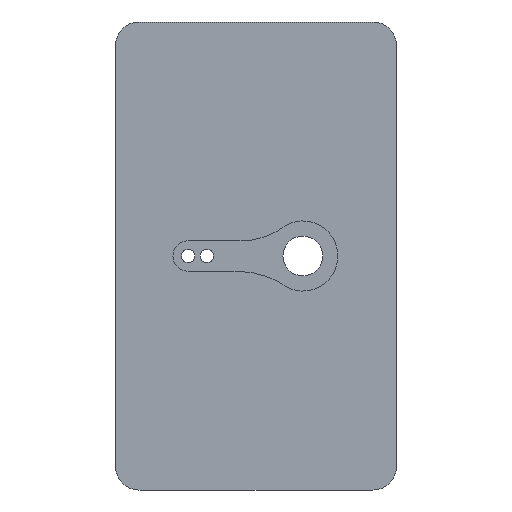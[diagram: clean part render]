
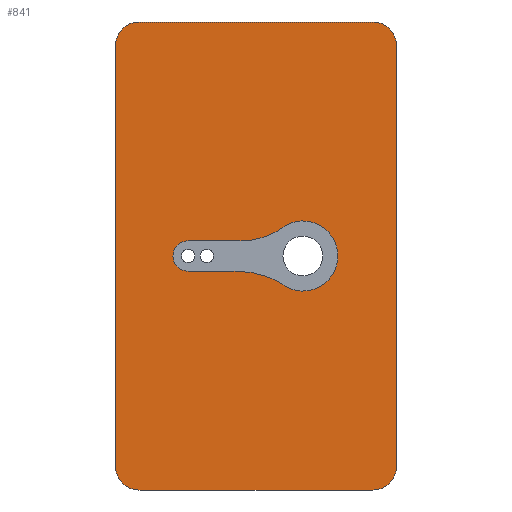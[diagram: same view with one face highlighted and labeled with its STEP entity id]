
A CAD part, front view. The second image highlights one B-rep face of the part: STEP entity #841.
In plain terms, the highlighted planar face has unit normal (0, -1, 0).
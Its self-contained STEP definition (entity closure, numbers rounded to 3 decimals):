
#42=FACE_BOUND('',#178,.T.);
#60=PLANE('',#948);
#109=FACE_OUTER_BOUND('',#177,.T.);
#177=EDGE_LOOP('',(#754,#755,#756,#757,#758,#759,#760,#761));
#178=EDGE_LOOP('',(#762,#763,#764,#765,#766,#767));
#200=LINE('',#1310,#261);
#222=LINE('',#1408,#283);
#229=LINE('',#1434,#290);
#235=LINE('',#1451,#296);
#237=LINE('',#1457,#298);
#239=LINE('',#1463,#300);
#261=VECTOR('',#1028,10.);
#283=VECTOR('',#1144,10.);
#290=VECTOR('',#1171,10.);
#296=VECTOR('',#1191,10.);
#298=VECTOR('',#1199,10.);
#300=VECTOR('',#1207,10.);
#319=CIRCLE('',#876,5.);
#340=CIRCLE('',#926,19.518);
#342=CIRCLE('',#929,7.5);
#344=CIRCLE('',#932,15.541);
#346=CIRCLE('',#936,3.25);
#348=CIRCLE('',#940,5.);
#349=CIRCLE('',#943,5.);
#350=CIRCLE('',#946,5.);
#381=VERTEX_POINT('',#1300);
#382=VERTEX_POINT('',#1302);
#384=VERTEX_POINT('',#1308);
#412=VERTEX_POINT('',#1406);
#413=VERTEX_POINT('',#1407);
#416=VERTEX_POINT('',#1415);
#418=VERTEX_POINT('',#1421);
#420=VERTEX_POINT('',#1427);
#422=VERTEX_POINT('',#1433);
#424=VERTEX_POINT('',#1443);
#425=VERTEX_POINT('',#1444);
#426=VERTEX_POINT('',#1449);
#427=VERTEX_POINT('',#1453);
#428=VERTEX_POINT('',#1459);
#467=EDGE_CURVE('',#381,#382,#319,.T.);
#471=EDGE_CURVE('',#384,#381,#200,.T.);
#513=EDGE_CURVE('',#412,#413,#222,.T.);
#517=EDGE_CURVE('',#416,#412,#340,.T.);
#520=EDGE_CURVE('',#418,#416,#342,.T.);
#523=EDGE_CURVE('',#420,#418,#344,.T.);
#526=EDGE_CURVE('',#422,#420,#229,.T.);
#529=EDGE_CURVE('',#413,#422,#346,.T.);
#531=EDGE_CURVE('',#424,#425,#348,.T.);
#535=EDGE_CURVE('',#426,#424,#235,.T.);
#537=EDGE_CURVE('',#427,#426,#349,.T.);
#538=EDGE_CURVE('',#382,#427,#237,.T.);
#539=EDGE_CURVE('',#428,#384,#350,.T.);
#541=EDGE_CURVE('',#425,#428,#239,.T.);
#754=ORIENTED_EDGE('',*,*,#541,.F.);
#755=ORIENTED_EDGE('',*,*,#531,.F.);
#756=ORIENTED_EDGE('',*,*,#535,.F.);
#757=ORIENTED_EDGE('',*,*,#537,.F.);
#758=ORIENTED_EDGE('',*,*,#538,.F.);
#759=ORIENTED_EDGE('',*,*,#467,.F.);
#760=ORIENTED_EDGE('',*,*,#471,.F.);
#761=ORIENTED_EDGE('',*,*,#539,.F.);
#762=ORIENTED_EDGE('',*,*,#513,.T.);
#763=ORIENTED_EDGE('',*,*,#529,.T.);
#764=ORIENTED_EDGE('',*,*,#526,.T.);
#765=ORIENTED_EDGE('',*,*,#523,.T.);
#766=ORIENTED_EDGE('',*,*,#520,.T.);
#767=ORIENTED_EDGE('',*,*,#517,.T.);
#841=ADVANCED_FACE('',(#109,#42),#60,.T.);
#876=AXIS2_PLACEMENT_3D('',#1303,#1021,#1022);
#926=AXIS2_PLACEMENT_3D('',#1416,#1150,#1151);
#929=AXIS2_PLACEMENT_3D('',#1422,#1157,#1158);
#932=AXIS2_PLACEMENT_3D('',#1428,#1164,#1165);
#936=AXIS2_PLACEMENT_3D('',#1439,#1176,#1177);
#940=AXIS2_PLACEMENT_3D('',#1445,#1184,#1185);
#943=AXIS2_PLACEMENT_3D('',#1455,#1195,#1196);
#946=AXIS2_PLACEMENT_3D('',#1460,#1202,#1203);
#948=AXIS2_PLACEMENT_3D('',#1464,#1208,#1209);
#1021=DIRECTION('center_axis',(0.,1.,0.));
#1022=DIRECTION('ref_axis',(1.,0.,0.));
#1028=DIRECTION('',(0.,0.,-1.));
#1144=DIRECTION('',(-1.,0.,0.));
#1150=DIRECTION('center_axis',(0.,-1.,0.));
#1151=DIRECTION('ref_axis',(0.475,0.,0.88));
#1157=DIRECTION('center_axis',(0.,1.,0.));
#1158=DIRECTION('ref_axis',(0.667,0.,0.745));
#1164=DIRECTION('center_axis',(0.,-1.,0.));
#1165=DIRECTION('ref_axis',(0.,0.,-1.));
#1171=DIRECTION('',(1.,0.,0.));
#1176=DIRECTION('center_axis',(0.,1.,0.));
#1177=DIRECTION('ref_axis',(0.,0.,-1.));
#1184=DIRECTION('center_axis',(0.,1.,0.));
#1185=DIRECTION('ref_axis',(-1.,0.,0.));
#1191=DIRECTION('',(0.,0.,1.));
#1195=DIRECTION('center_axis',(0.,1.,0.));
#1196=DIRECTION('ref_axis',(0.,0.,-1.));
#1199=DIRECTION('',(-1.,0.,0.));
#1202=DIRECTION('center_axis',(0.,1.,0.));
#1203=DIRECTION('ref_axis',(0.,0.,1.));
#1207=DIRECTION('',(1.,0.,0.));
#1208=DIRECTION('center_axis',(0.,-1.,0.));
#1209=DIRECTION('ref_axis',(0.,0.,-1.));
#1300=CARTESIAN_POINT('',(0.,0.,-95.));
#1302=CARTESIAN_POINT('',(-5.,0.,-100.));
#1303=CARTESIAN_POINT('Origin',(-5.,0.,-95.));
#1308=CARTESIAN_POINT('',(0.,0.,-5.));
#1310=CARTESIAN_POINT('',(0.,0.,-5.));
#1406=CARTESIAN_POINT('',(-34.267,0.,-53.25));
#1407=CARTESIAN_POINT('',(-44.5,0.,-53.25));
#1408=CARTESIAN_POINT('',(-32.134,0.,-53.25));
#1415=CARTESIAN_POINT('',(-24.999,0.,-55.591));
#1416=CARTESIAN_POINT('Origin',(-34.267,0.,-72.768));
#1421=CARTESIAN_POINT('',(-24.999,0.,-44.409));
#1422=CARTESIAN_POINT('Origin',(-20.,0.,-50.));
#1427=CARTESIAN_POINT('',(-33.202,0.,-46.75));
#1428=CARTESIAN_POINT('Origin',(-33.202,0.,-31.209));
#1433=CARTESIAN_POINT('',(-44.5,0.,-46.75));
#1434=CARTESIAN_POINT('',(-37.25,0.,-46.75));
#1439=CARTESIAN_POINT('Origin',(-44.5,0.,-50.));
#1443=CARTESIAN_POINT('',(-60.,0.,-5.));
#1444=CARTESIAN_POINT('',(-55.,0.,0.));
#1445=CARTESIAN_POINT('Origin',(-55.,0.,-5.));
#1449=CARTESIAN_POINT('',(-60.,0.,-95.));
#1451=CARTESIAN_POINT('',(-60.,0.,-95.));
#1453=CARTESIAN_POINT('',(-55.,0.,-100.));
#1455=CARTESIAN_POINT('Origin',(-55.,0.,-95.));
#1457=CARTESIAN_POINT('',(-5.,0.,-100.));
#1459=CARTESIAN_POINT('',(-5.,0.,0.));
#1460=CARTESIAN_POINT('Origin',(-5.,0.,-5.));
#1463=CARTESIAN_POINT('',(-55.,0.,0.));
#1464=CARTESIAN_POINT('Origin',(-30.,0.,-50.));
